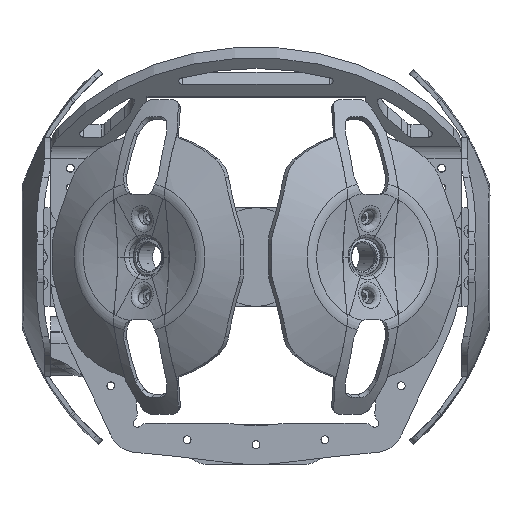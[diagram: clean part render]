
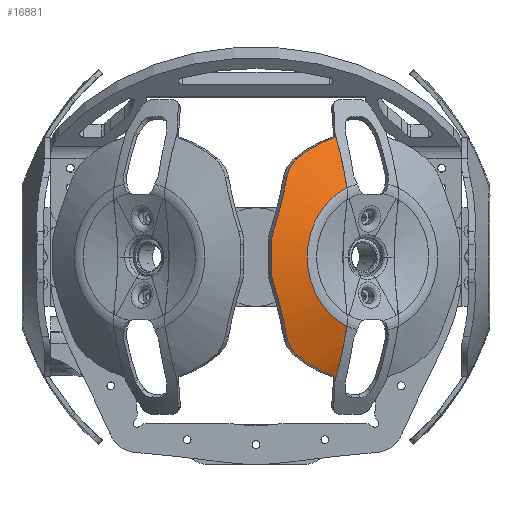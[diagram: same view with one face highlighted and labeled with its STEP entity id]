
A CAD part, left-side view. The second image highlights one B-rep face of the part: STEP entity #16881.
In plain terms, the highlighted spherical face has radius 124 mm.
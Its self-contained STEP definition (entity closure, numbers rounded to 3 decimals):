
#275=SPHERICAL_SURFACE('',#18743,124.);
#1720=CIRCLE('',#18741,111.041);
#1722=CIRCLE('',#18744,111.135);
#1723=CIRCLE('',#18745,111.041);
#1724=CIRCLE('',#18746,123.089);
#1725=CIRCLE('',#18747,38.162);
#1726=CIRCLE('',#18748,123.089);
#5247=FACE_OUTER_BOUND('',#6394,.T.);
#6394=EDGE_LOOP('',(#15428,#15429,#15430,#15431,#15432,#15433,#15434,#15435,
#15436,#15437,#15438,#15439));
#6971=B_SPLINE_CURVE_WITH_KNOTS('',3,(#34182,#34183,#34184,#34185,#34186,
#34187,#34188),.UNSPECIFIED.,.F.,.F.,(4,3,4),(-0.321,0.,0.321),
 .UNSPECIFIED.);
#6973=B_SPLINE_CURVE_WITH_KNOTS('',3,(#34210,#34211,#34212,#34213,#34214,
#34215,#34216),.UNSPECIFIED.,.F.,.F.,(4,3,4),(-0.321,0.,0.321),
 .UNSPECIFIED.);
#6974=B_SPLINE_CURVE_WITH_KNOTS('',3,(#34220,#34221,#34222,#34223,#34224,
#34225,#34226,#34227,#34228,#34229,#34230),.UNSPECIFIED.,.F.,.F.,(4,2,3,
2,4),(-0.577,-0.374,0.,0.383,0.584),
 .UNSPECIFIED.);
#6975=B_SPLINE_CURVE_WITH_KNOTS('',3,(#34232,#34233,#34234,#34235,#34236,
#34237,#34238,#34239),.UNSPECIFIED.,.F.,.F.,(4,2,2,4),(10.885,
11.771,12.949,13.283),.UNSPECIFIED.);
#6976=B_SPLINE_CURVE_WITH_KNOTS('',3,(#34247,#34248,#34249,#34250,#34251,
#34252,#34253,#34254),.UNSPECIFIED.,.F.,.F.,(4,2,2,4),(24.386,
24.72,25.897,26.784),.UNSPECIFIED.);
#6977=B_SPLINE_CURVE_WITH_KNOTS('',3,(#34255,#34256,#34257,#34258,#34259,
#34260,#34261,#34262,#34263,#34264,#34265),.UNSPECIFIED.,.F.,.F.,(4,2,3,
2,4),(-0.584,-0.383,0.,0.374,0.577),
 .UNSPECIFIED.);
#8442=VERTEX_POINT('',#34180);
#8443=VERTEX_POINT('',#34181);
#8446=VERTEX_POINT('',#34201);
#8448=VERTEX_POINT('',#34207);
#8449=VERTEX_POINT('',#34209);
#8450=VERTEX_POINT('',#34217);
#8451=VERTEX_POINT('',#34219);
#8452=VERTEX_POINT('',#34231);
#8453=VERTEX_POINT('',#34240);
#8454=VERTEX_POINT('',#34242);
#8455=VERTEX_POINT('',#34244);
#8456=VERTEX_POINT('',#34246);
#10796=EDGE_CURVE('',#8442,#8443,#6971,.T.);
#10800=EDGE_CURVE('',#8443,#8446,#1720,.T.);
#10803=EDGE_CURVE('',#8442,#8448,#1722,.T.);
#10804=EDGE_CURVE('',#8449,#8448,#6973,.T.);
#10805=EDGE_CURVE('',#8450,#8449,#1723,.T.);
#10806=EDGE_CURVE('',#8451,#8450,#6974,.T.);
#10807=EDGE_CURVE('',#8452,#8451,#6975,.T.);
#10808=EDGE_CURVE('',#8452,#8453,#1724,.T.);
#10809=EDGE_CURVE('',#8453,#8454,#1725,.T.);
#10810=EDGE_CURVE('',#8454,#8455,#1726,.T.);
#10811=EDGE_CURVE('',#8456,#8455,#6976,.T.);
#10812=EDGE_CURVE('',#8446,#8456,#6977,.T.);
#15428=ORIENTED_EDGE('',*,*,#10796,.F.);
#15429=ORIENTED_EDGE('',*,*,#10803,.T.);
#15430=ORIENTED_EDGE('',*,*,#10804,.F.);
#15431=ORIENTED_EDGE('',*,*,#10805,.F.);
#15432=ORIENTED_EDGE('',*,*,#10806,.F.);
#15433=ORIENTED_EDGE('',*,*,#10807,.F.);
#15434=ORIENTED_EDGE('',*,*,#10808,.T.);
#15435=ORIENTED_EDGE('',*,*,#10809,.T.);
#15436=ORIENTED_EDGE('',*,*,#10810,.T.);
#15437=ORIENTED_EDGE('',*,*,#10811,.F.);
#15438=ORIENTED_EDGE('',*,*,#10812,.F.);
#15439=ORIENTED_EDGE('',*,*,#10800,.F.);
#16881=ADVANCED_FACE('',(#5247),#275,.T.);
#18741=AXIS2_PLACEMENT_3D('',#34202,#22917,#22918);
#18743=AXIS2_PLACEMENT_3D('',#34206,#22922,#22923);
#18744=AXIS2_PLACEMENT_3D('',#34208,#22924,#22925);
#18745=AXIS2_PLACEMENT_3D('',#34218,#22926,#22927);
#18746=AXIS2_PLACEMENT_3D('',#34241,#22928,#22929);
#18747=AXIS2_PLACEMENT_3D('',#34243,#22930,#22931);
#18748=AXIS2_PLACEMENT_3D('',#34245,#22932,#22933);
#22917=DIRECTION('center_axis',(0.947,-0.322,0.));
#22918=DIRECTION('ref_axis',(0.,0.,1.));
#22922=DIRECTION('center_axis',(0.,0.,1.));
#22923=DIRECTION('ref_axis',(1.,0.,0.));
#22924=DIRECTION('center_axis',(-1.,0.,0.));
#22925=DIRECTION('ref_axis',(0.,0.,-1.));
#22926=DIRECTION('center_axis',(0.947,0.322,0.));
#22927=DIRECTION('ref_axis',(0.,0.,1.));
#22928=DIRECTION('center_axis',(1.,0.,0.));
#22929=DIRECTION('ref_axis',(0.,0.,1.));
#22930=DIRECTION('center_axis',(0.,0.,
-1.));
#22931=DIRECTION('ref_axis',(1.,0.,0.));
#22932=DIRECTION('center_axis',(1.,0.,0.));
#22933=DIRECTION('ref_axis',(0.,0.,1.));
#34180=CARTESIAN_POINT('',(70.,-21.378,6.952));
#34181=CARTESIAN_POINT('',(68.935,-27.817,6.918));
#34182=CARTESIAN_POINT('Ctrl Pts',(70.,-21.378,6.952));
#34183=CARTESIAN_POINT('Ctrl Pts',(70.,-22.489,6.888));
#34184=CARTESIAN_POINT('Ctrl Pts',(69.906,-23.587,6.854));
#34185=CARTESIAN_POINT('Ctrl Pts',(69.732,-24.641,6.849));
#34186=CARTESIAN_POINT('Ctrl Pts',(69.558,-25.696,6.843));
#34187=CARTESIAN_POINT('Ctrl Pts',(69.293,-26.765,6.865));
#34188=CARTESIAN_POINT('Ctrl Pts',(68.935,-27.817,6.918));
#34201=CARTESIAN_POINT('',(59.578,-55.332,4.453));
#34202=CARTESIAN_POINT('Origin',(67.251,-32.77,-104.));
#34206=CARTESIAN_POINT('Origin',(15.,-15.,-104.));
#34207=CARTESIAN_POINT('',(70.,-8.622,6.952));
#34208=CARTESIAN_POINT('Origin',(70.,-15.,-104.));
#34209=CARTESIAN_POINT('',(68.935,-2.182,6.918));
#34210=CARTESIAN_POINT('Ctrl Pts',(68.935,-2.182,6.918));
#34211=CARTESIAN_POINT('Ctrl Pts',(69.293,-3.235,6.865));
#34212=CARTESIAN_POINT('Ctrl Pts',(69.558,-4.304,6.843));
#34213=CARTESIAN_POINT('Ctrl Pts',(69.732,-5.358,6.849));
#34214=CARTESIAN_POINT('Ctrl Pts',(69.906,-6.413,6.854));
#34215=CARTESIAN_POINT('Ctrl Pts',(70.,-7.511,6.888));
#34216=CARTESIAN_POINT('Ctrl Pts',(70.,-8.622,6.952));
#34217=CARTESIAN_POINT('',(59.578,25.332,4.453));
#34218=CARTESIAN_POINT('Origin',(67.251,2.77,-104.));
#34219=CARTESIAN_POINT('',(52.71,34.842,3.097));
#34220=CARTESIAN_POINT('Ctrl Pts',(52.71,34.842,3.097));
#34221=CARTESIAN_POINT('Ctrl Pts',(53.28,34.411,3.097));
#34222=CARTESIAN_POINT('Ctrl Pts',(53.825,33.95,3.112));
#34223=CARTESIAN_POINT('Ctrl Pts',(55.288,32.575,3.197));
#34224=CARTESIAN_POINT('Ctrl Pts',(56.133,31.604,3.302));
#34225=CARTESIAN_POINT('Ctrl Pts',(56.857,30.602,3.445));
#34226=CARTESIAN_POINT('Ctrl Pts',(57.599,29.574,3.592));
#34227=CARTESIAN_POINT('Ctrl Pts',(58.263,28.446,3.79));
#34228=CARTESIAN_POINT('Ctrl Pts',(59.099,26.628,4.161));
#34229=CARTESIAN_POINT('Ctrl Pts',(59.355,25.986,4.302));
#34230=CARTESIAN_POINT('Ctrl Pts',(59.578,25.332,4.453));
#34231=CARTESIAN_POINT('',(30.,45.673,3.097));
#34232=CARTESIAN_POINT('Ctrl Pts',(30.,45.673,3.097));
#34233=CARTESIAN_POINT('Ctrl Pts',(33.025,44.925,3.097));
#34234=CARTESIAN_POINT('Ctrl Pts',(36.018,43.944,3.097));
#34235=CARTESIAN_POINT('Ctrl Pts',(42.767,41.148,3.097));
#34236=CARTESIAN_POINT('Ctrl Pts',(46.459,39.162,3.097));
#34237=CARTESIAN_POINT('Ctrl Pts',(50.841,36.216,3.097));
#34238=CARTESIAN_POINT('Ctrl Pts',(51.788,35.54,3.097));
#34239=CARTESIAN_POINT('Ctrl Pts',(52.71,34.842,3.097));
#34240=CARTESIAN_POINT('',(30.,20.09,13.982));
#34241=CARTESIAN_POINT('Origin',(30.,-15.,-104.));
#34242=CARTESIAN_POINT('',(30.,-50.09,13.982));
#34243=CARTESIAN_POINT('Origin',(15.,-15.,13.982));
#34244=CARTESIAN_POINT('',(30.,-75.673,3.097));
#34245=CARTESIAN_POINT('Origin',(30.,-15.,-104.));
#34246=CARTESIAN_POINT('',(52.71,-64.842,3.097));
#34247=CARTESIAN_POINT('Ctrl Pts',(52.71,-64.842,3.097));
#34248=CARTESIAN_POINT('Ctrl Pts',(51.788,-65.54,3.097));
#34249=CARTESIAN_POINT('Ctrl Pts',(50.841,-66.216,3.097));
#34250=CARTESIAN_POINT('Ctrl Pts',(46.459,-69.162,3.097));
#34251=CARTESIAN_POINT('Ctrl Pts',(42.767,-71.148,3.097));
#34252=CARTESIAN_POINT('Ctrl Pts',(36.018,-73.943,3.097));
#34253=CARTESIAN_POINT('Ctrl Pts',(33.025,-74.925,3.097));
#34254=CARTESIAN_POINT('Ctrl Pts',(30.,-75.673,3.097));
#34255=CARTESIAN_POINT('Ctrl Pts',(59.578,-55.332,4.453));
#34256=CARTESIAN_POINT('Ctrl Pts',(59.355,-55.986,4.302));
#34257=CARTESIAN_POINT('Ctrl Pts',(59.099,-56.628,4.161));
#34258=CARTESIAN_POINT('Ctrl Pts',(58.263,-58.446,3.79));
#34259=CARTESIAN_POINT('Ctrl Pts',(57.599,-59.574,3.592));
#34260=CARTESIAN_POINT('Ctrl Pts',(56.857,-60.602,3.445));
#34261=CARTESIAN_POINT('Ctrl Pts',(56.133,-61.604,3.302));
#34262=CARTESIAN_POINT('Ctrl Pts',(55.288,-62.575,3.197));
#34263=CARTESIAN_POINT('Ctrl Pts',(53.825,-63.95,3.112));
#34264=CARTESIAN_POINT('Ctrl Pts',(53.28,-64.411,3.097));
#34265=CARTESIAN_POINT('Ctrl Pts',(52.71,-64.842,3.097));
